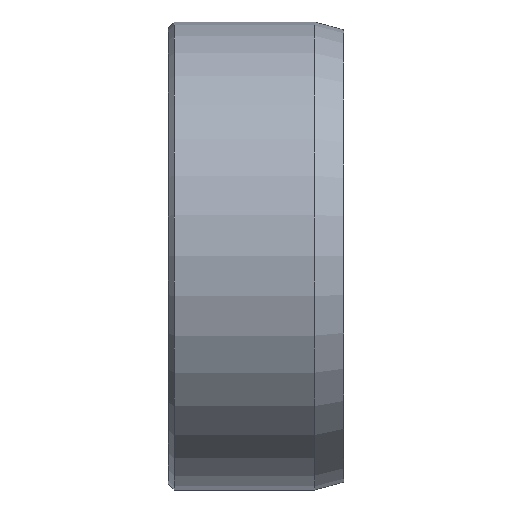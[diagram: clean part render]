
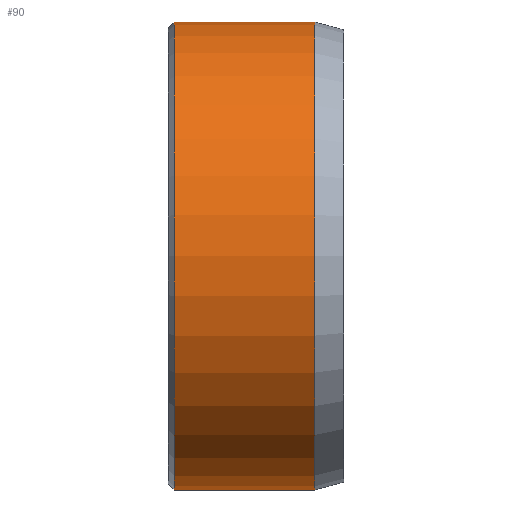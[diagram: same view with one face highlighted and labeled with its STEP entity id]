
A CAD part, top view. The second image highlights one B-rep face of the part: STEP entity #90.
In plain terms, the highlighted cylindrical face has radius 12 mm (diameter 24 mm), a partial arc.
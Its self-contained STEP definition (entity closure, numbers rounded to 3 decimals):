
#90 = ADVANCED_FACE( '', ( #125 ), #126, .T. );
#125 = FACE_OUTER_BOUND( '', #163, .T. );
#126 = CYLINDRICAL_SURFACE( '', #164, 12. );
#163 = EDGE_LOOP( '', ( #286, #287, #288, #289 ) );
#164 = AXIS2_PLACEMENT_3D( '', #290, #291, #292 );
#286 = ORIENTED_EDGE( '', *, *, #312, .T. );
#287 = ORIENTED_EDGE( '', *, *, #348, .F. );
#288 = ORIENTED_EDGE( '', *, *, #314, .T. );
#289 = ORIENTED_EDGE( '', *, *, #347, .T. );
#290 = CARTESIAN_POINT( '', ( 3.9, 0., 0. ) );
#291 = DIRECTION( '', ( 1., 0., 0. ) );
#292 = DIRECTION( '', ( 0., 1., 0. ) );
#312 = EDGE_CURVE( '', #358, #350, #359, .T. );
#314 = EDGE_CURVE( '', #353, #360, #362, .T. );
#347 = EDGE_CURVE( '', #360, #358, #415, .T. );
#348 = EDGE_CURVE( '', #353, #350, #416, .T. );
#350 = VERTEX_POINT( '', #418 );
#353 = VERTEX_POINT( '', #422 );
#358 = VERTEX_POINT( '', #428 );
#359 = LINE( '', #429, #430 );
#360 = VERTEX_POINT( '', #431 );
#362 = LINE( '', #433, #434 );
#415 = CIRCLE( '', #495, 12. );
#416 = CIRCLE( '', #496, 12. );
#418 = CARTESIAN_POINT( '', ( 0.3, 12., 0. ) );
#422 = CARTESIAN_POINT( '', ( 0.3, -12., 0. ) );
#428 = CARTESIAN_POINT( '', ( 7.5, 12., 0. ) );
#429 = CARTESIAN_POINT( '', ( 3.9, 12., 0. ) );
#430 = VECTOR( '', #506, 1. );
#431 = CARTESIAN_POINT( '', ( 7.5, -12., 0. ) );
#433 = CARTESIAN_POINT( '', ( 3.9, -12., 0. ) );
#434 = VECTOR( '', #510, 1. );
#495 = AXIS2_PLACEMENT_3D( '', #591, #592, #593 );
#496 = AXIS2_PLACEMENT_3D( '', #594, #595, #596 );
#506 = DIRECTION( '', ( -1., 0., 0. ) );
#510 = DIRECTION( '', ( 1., 0., 0. ) );
#591 = CARTESIAN_POINT( '', ( 7.5, 0., 0. ) );
#592 = DIRECTION( '', ( -1., 0., 0. ) );
#593 = DIRECTION( '', ( 0., 1., 0. ) );
#594 = CARTESIAN_POINT( '', ( 0.3, 0., 0. ) );
#595 = DIRECTION( '', ( -1., 0., 0. ) );
#596 = DIRECTION( '', ( 0., 1., 0. ) );
